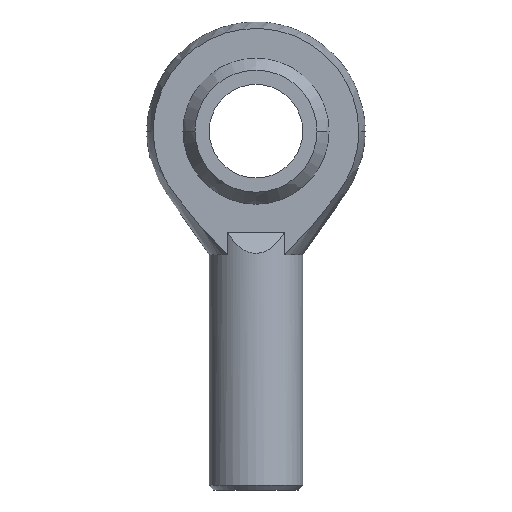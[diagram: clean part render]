
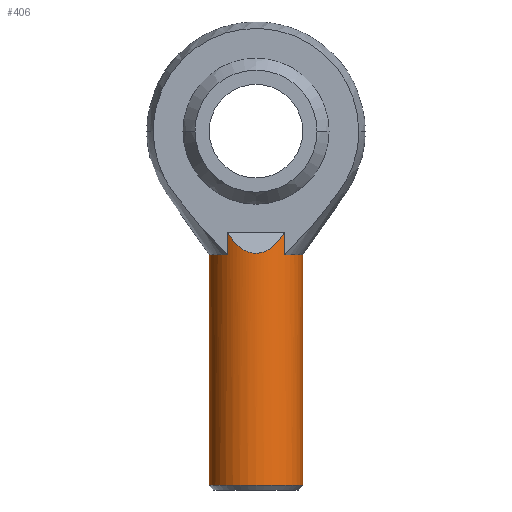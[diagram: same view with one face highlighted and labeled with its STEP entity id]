
A CAD part, front view. The second image highlights one B-rep face of the part: STEP entity #406.
In plain terms, the highlighted cylindrical face has radius 9.525 mm (diameter 19.05 mm), a partial arc.
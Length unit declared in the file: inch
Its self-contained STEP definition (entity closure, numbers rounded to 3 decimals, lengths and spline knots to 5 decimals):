
#1 = VERTEX_POINT ( 'NONE', #1087 ) ;
#20 = AXIS2_PLACEMENT_3D ( 'NONE', #475, #745, #649 ) ;
#31 = ORIENTED_EDGE ( 'NONE', *, *, #415, .T. ) ;
#35 = DIRECTION ( 'NONE',  ( 0., 0., 1. ) ) ;
#38 = ORIENTED_EDGE ( 'NONE', *, *, #916, .T. ) ;
#39 = CARTESIAN_POINT ( 'NONE',  ( -0.22959, -0.2965, -0.81 ) ) ;
#73 = CARTESIAN_POINT ( 'NONE',  ( 0.375, 0., -0.98996 ) ) ;
#77 = CARTESIAN_POINT ( 'NONE',  ( -0.375, 0., -0.98996 ) ) ;
#109 = AXIS2_PLACEMENT_3D ( 'NONE', #735, #293, #195 ) ;
#131 = LINE ( 'NONE', #355, #754 ) ;
#140 = DIRECTION ( 'NONE',  ( 1., 0., 0. ) ) ;
#195 = DIRECTION ( 'NONE',  ( 1., 0., 0. ) ) ;
#199 = VERTEX_POINT ( 'NONE', #77 ) ;
#227 = AXIS2_PLACEMENT_3D ( 'NONE', #681, #1027, #140 ) ;
#245 = VERTEX_POINT ( 'NONE', #594 ) ;
#272 = ORIENTED_EDGE ( 'NONE', *, *, #1090, .T. ) ;
#279 = VECTOR ( 'NONE', #610, 39.37008 ) ;
#293 = DIRECTION ( 'NONE',  ( 0., 0., -1. ) ) ;
#301 = LINE ( 'NONE', #1114, #915 ) ;
#308 = ORIENTED_EDGE ( 'NONE', *, *, #966, .T. ) ;
#324 = CYLINDRICAL_SURFACE ( 'NONE', #958, 0.375 ) ;
#342 = LINE ( 'NONE', #1047, #1139 ) ;
#355 = CARTESIAN_POINT ( 'NONE',  ( 0.22959, -0.2965, -1.7608 ) ) ;
#361 = CARTESIAN_POINT ( 'NONE',  ( -0.375, 0., -2.8375 ) ) ;
#378 = LINE ( 'NONE', #1153, #279 ) ;
#406 = ADVANCED_FACE ( 'NONE', ( #619 ), #324, .T. ) ;
#415 = EDGE_CURVE ( 'NONE', #1, #245, #422, .T. ) ;
#422 =( BOUNDED_CURVE ( )  B_SPLINE_CURVE ( 3, ( #858, #762, #497, #39 ),
 .UNSPECIFIED., .F., .F. ) 
 B_SPLINE_CURVE_WITH_KNOTS ( ( 4, 4 ),
 ( 2.48269, 3.80049 ),
 .UNSPECIFIED. ) 
 CURVE ( )  GEOMETRIC_REPRESENTATION_ITEM ( )  RATIONAL_B_SPLINE_CURVE ( ( 1., 0.86, 0.86, 1. ) ) 
 REPRESENTATION_ITEM ( '' )  );
#475 = CARTESIAN_POINT ( 'NONE',  ( 0., 0., -2.8375 ) ) ;
#483 = DIRECTION ( 'NONE',  ( 0., 0., 1. ) ) ;
#485 = EDGE_CURVE ( 'NONE', #1141, #199, #301, .T. ) ;
#486 = CIRCLE ( 'NONE', #109, 0.375 ) ;
#497 = CARTESIAN_POINT ( 'NONE',  ( -0.08894, -0.40541, -1.04356 ) ) ;
#541 = CIRCLE ( 'NONE', #227, 0.375 ) ;
#579 = CARTESIAN_POINT ( 'NONE',  ( 0., 0., -1.7608 ) ) ;
#594 = CARTESIAN_POINT ( 'NONE',  ( -0.22959, -0.2965, -0.81 ) ) ;
#609 = ORIENTED_EDGE ( 'NONE', *, *, #768, .T. ) ;
#610 = DIRECTION ( 'NONE',  ( 0., 0., -1. ) ) ;
#612 = DIRECTION ( 'NONE',  ( 0., 0., 1. ) ) ;
#619 = FACE_OUTER_BOUND ( 'NONE', #776, .T. ) ;
#649 = DIRECTION ( 'NONE',  ( 1., 0., 0. ) ) ;
#672 = DIRECTION ( 'NONE',  ( 1., 0., 0. ) ) ;
#681 = CARTESIAN_POINT ( 'NONE',  ( 0., 0., -0.98996 ) ) ;
#682 = EDGE_CURVE ( 'NONE', #1118, #199, #541, .T. ) ;
#735 = CARTESIAN_POINT ( 'NONE',  ( 0., 0., -0.98996 ) ) ;
#745 = DIRECTION ( 'NONE',  ( 0., 0., 1. ) ) ;
#754 = VECTOR ( 'NONE', #987, 39.37008 ) ;
#762 = CARTESIAN_POINT ( 'NONE',  ( 0.08894, -0.40541, -1.04356 ) ) ;
#768 = EDGE_CURVE ( 'NONE', #834, #948, #342, .T. ) ;
#776 = EDGE_LOOP ( 'NONE', ( #794, #1030, #609, #272, #308, #31, #38, #1035 ) ) ;
#794 = ORIENTED_EDGE ( 'NONE', *, *, #485, .F. ) ;
#834 = VERTEX_POINT ( 'NONE', #914 ) ;
#858 = CARTESIAN_POINT ( 'NONE',  ( 0.22959, -0.2965, -0.81 ) ) ;
#897 = CARTESIAN_POINT ( 'NONE',  ( 0.22959, -0.2965, -0.98996 ) ) ;
#914 = CARTESIAN_POINT ( 'NONE',  ( 0.375, 0., -2.8375 ) ) ;
#915 = VECTOR ( 'NONE', #483, 39.37008 ) ;
#916 = EDGE_CURVE ( 'NONE', #245, #1118, #378, .T. ) ;
#948 = VERTEX_POINT ( 'NONE', #73 ) ;
#958 = AXIS2_PLACEMENT_3D ( 'NONE', #579, #35, #672 ) ;
#966 = EDGE_CURVE ( 'NONE', #985, #1, #131, .T. ) ;
#985 = VERTEX_POINT ( 'NONE', #897 ) ;
#987 = DIRECTION ( 'NONE',  ( 0., 0., 1. ) ) ;
#1027 = DIRECTION ( 'NONE',  ( 0., 0., -1. ) ) ;
#1030 = ORIENTED_EDGE ( 'NONE', *, *, #1168, .T. ) ;
#1035 = ORIENTED_EDGE ( 'NONE', *, *, #682, .T. ) ;
#1047 = CARTESIAN_POINT ( 'NONE',  ( 0.375, 0., -1.7608 ) ) ;
#1082 = CARTESIAN_POINT ( 'NONE',  ( -0.22959, -0.2965, -0.98996 ) ) ;
#1087 = CARTESIAN_POINT ( 'NONE',  ( 0.22959, -0.2965, -0.81 ) ) ;
#1090 = EDGE_CURVE ( 'NONE', #948, #985, #486, .T. ) ;
#1114 = CARTESIAN_POINT ( 'NONE',  ( -0.375, 0., -1.7608 ) ) ;
#1118 = VERTEX_POINT ( 'NONE', #1082 ) ;
#1139 = VECTOR ( 'NONE', #612, 39.37008 ) ;
#1141 = VERTEX_POINT ( 'NONE', #361 ) ;
#1146 = CIRCLE ( 'NONE', #20, 0.375 ) ;
#1153 = CARTESIAN_POINT ( 'NONE',  ( -0.22959, -0.2965, -1.7608 ) ) ;
#1168 = EDGE_CURVE ( 'NONE', #1141, #834, #1146, .T. ) ;
